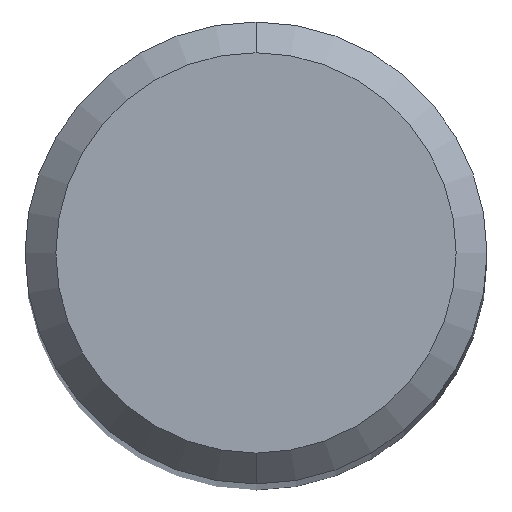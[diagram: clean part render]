
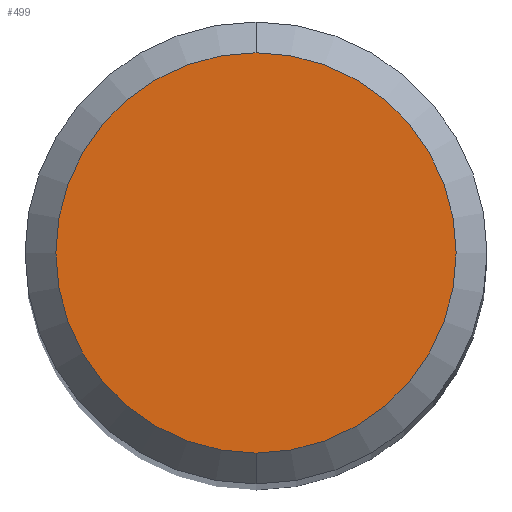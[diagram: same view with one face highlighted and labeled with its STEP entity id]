
A CAD part, top view. The second image highlights one B-rep face of the part: STEP entity #499.
In plain terms, the highlighted planar face has unit normal (0, 0, 1).
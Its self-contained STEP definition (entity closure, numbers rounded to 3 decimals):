
#231=VERTEX_POINT('',#591);
#307=VERTEX_POINT('',#676);
#329=EDGE_CURVE('',#307,#231,#701,.T.);
#419=EDGE_CURVE('',#231,#307,#796,.T.);
#499=ADVANCED_FACE('',(#887),#888,.T.);
#591=CARTESIAN_POINT('',(0.0,2.6,0.0));
#676=CARTESIAN_POINT('',(0.,-2.6,0.0));
#701=CIRCLE('',#1200,2.6);
#796=CIRCLE('',#1412,2.6);
#887=FACE_OUTER_BOUND('',#1538,.T.);
#888=PLANE('',#1539);
#1200=AXIS2_PLACEMENT_3D('',#1800,#1801,#1802);
#1412=AXIS2_PLACEMENT_3D('',#1913,#1914,#1915);
#1538=EDGE_LOOP('',(#2033,#2034));
#1539=AXIS2_PLACEMENT_3D('',#2035,#2036,#2037);
#1800=CARTESIAN_POINT('',(0.0,0.0,0.0));
#1801=DIRECTION('',(0.0,0.0,-1.0));
#1802=DIRECTION('',(0.0,1.0,0.0));
#1913=CARTESIAN_POINT('',(0.0,0.0,0.0));
#1914=DIRECTION('',(0.0,0.0,-1.0));
#1915=DIRECTION('',(0.0,1.0,0.0));
#2033=ORIENTED_EDGE('',*,*,#419,.F.);
#2034=ORIENTED_EDGE('',*,*,#329,.F.);
#2035=CARTESIAN_POINT('',(0.0,1.3,0.0));
#2036=DIRECTION('',(-0.0,0.0,1.0));
#2037=DIRECTION('',(0.0,-1.0,0.0));
